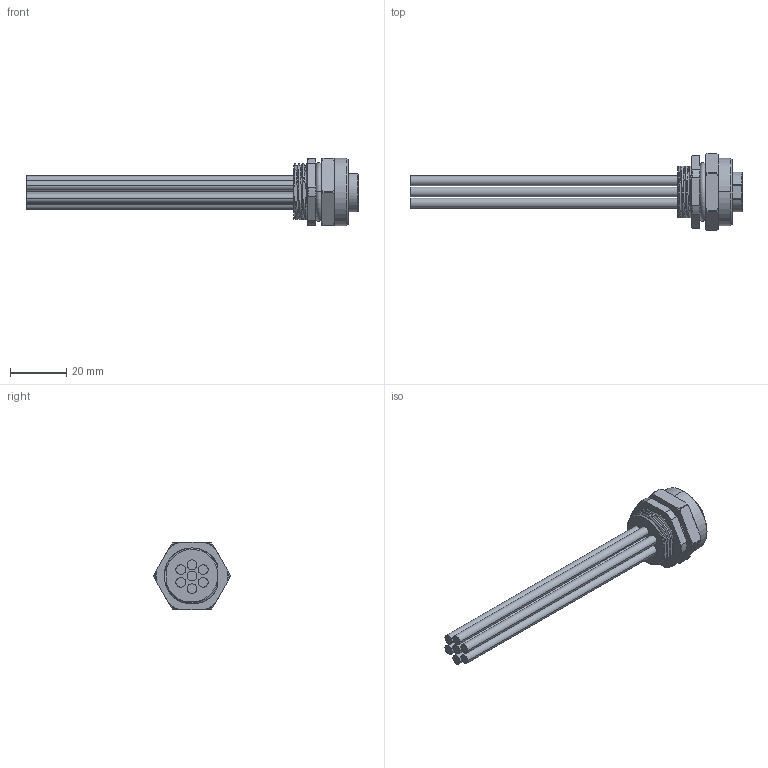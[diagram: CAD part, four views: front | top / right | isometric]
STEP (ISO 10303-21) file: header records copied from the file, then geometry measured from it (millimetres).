
FILE_DESCRIPTION((''),'2;1');
FILE_NAME('FMK62-M-M20_ASM','2019-02-27T',('Dell'),(''),'CREO PARAMETRIC BY PTC INC, 2017020','CREO PARAMETRIC BY PTC INC, 2017020','');
FILE_SCHEMA(('CONFIG_CONTROL_DESIGN'));
Length unit declared in the file: millimetre
Products named in the file (1): FMK62-M-M20_ASM
Bounding box: 118.5 x 27.5 x 24 mm (x, y, z)
Volume: 13598.4 mm3; surface area: 12387 mm2
Topology: 1 solids, 2 shells, 197 faces, 504 edges, 328 vertices
Faces by surface type: cylinder 70, plane 68, cone 40, bspline 12, torus 5, sphere 2
Entity records: 9009 total; most frequent: CARTESIAN_POINT 4402, ORIENTED_EDGE 1008, DIRECTION 874, EDGE_CURVE 504, AXIS2_PLACEMENT_3D 359, VERTEX_POINT 328, EDGE_LOOP 216, FACE_OUTER_BOUND 197
